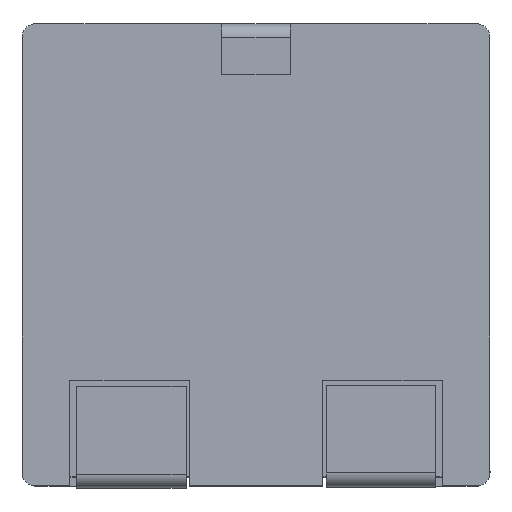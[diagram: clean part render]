
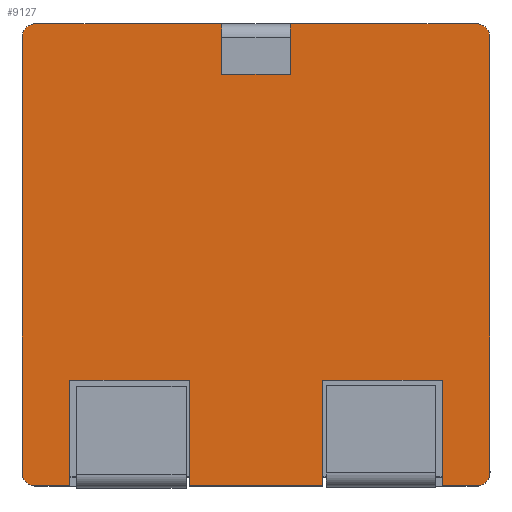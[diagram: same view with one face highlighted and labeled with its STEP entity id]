
A CAD part, top view. The second image highlights one B-rep face of the part: STEP entity #9127.
In plain terms, the highlighted planar face has unit normal (0, 0, 1).
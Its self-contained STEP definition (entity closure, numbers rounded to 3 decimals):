
#438=LINE('',#11778,#1132);
#457=LINE('',#11864,#1151);
#458=LINE('',#11869,#1152);
#459=LINE('',#11871,#1153);
#460=LINE('',#11873,#1154);
#461=LINE('',#11875,#1155);
#462=LINE('',#11877,#1156);
#463=LINE('',#11879,#1157);
#464=LINE('',#11881,#1158);
#465=LINE('',#11883,#1159);
#466=LINE('',#11886,#1160);
#467=LINE('',#11890,#1161);
#468=LINE('',#11892,#1162);
#469=LINE('',#11894,#1163);
#470=LINE('',#11896,#1164);
#471=LINE('',#11898,#1165);
#472=LINE('',#11900,#1166);
#473=LINE('',#11902,#1167);
#1132=VECTOR('',#9961,1000.);
#1151=VECTOR('',#9994,1000.);
#1152=VECTOR('',#9997,1000.);
#1153=VECTOR('',#9998,1000.);
#1154=VECTOR('',#9999,1000.);
#1155=VECTOR('',#10000,1000.);
#1156=VECTOR('',#10001,1000.);
#1157=VECTOR('',#10002,1000.);
#1158=VECTOR('',#10003,1000.);
#1159=VECTOR('',#10004,1000.);
#1160=VECTOR('',#10007,1000.);
#1161=VECTOR('',#10010,1000.);
#1162=VECTOR('',#10011,1000.);
#1163=VECTOR('',#10012,1000.);
#1164=VECTOR('',#10013,1000.);
#1165=VECTOR('',#10014,1000.);
#1166=VECTOR('',#10015,1000.);
#1167=VECTOR('',#10016,1000.);
#1898=ORIENTED_EDGE('',*,*,#3876,.F.);
#1899=ORIENTED_EDGE('',*,*,#3877,.T.);
#1900=ORIENTED_EDGE('',*,*,#3878,.F.);
#1901=ORIENTED_EDGE('',*,*,#3879,.T.);
#1902=ORIENTED_EDGE('',*,*,#3880,.F.);
#1903=ORIENTED_EDGE('',*,*,#3881,.T.);
#1904=ORIENTED_EDGE('',*,*,#3882,.F.);
#1905=ORIENTED_EDGE('',*,*,#3883,.T.);
#1906=ORIENTED_EDGE('',*,*,#3884,.F.);
#1907=ORIENTED_EDGE('',*,*,#3885,.T.);
#1908=ORIENTED_EDGE('',*,*,#3851,.F.);
#1909=ORIENTED_EDGE('',*,*,#3886,.T.);
#1910=ORIENTED_EDGE('',*,*,#3887,.F.);
#1911=ORIENTED_EDGE('',*,*,#3888,.T.);
#1912=ORIENTED_EDGE('',*,*,#3889,.F.);
#1913=ORIENTED_EDGE('',*,*,#3890,.T.);
#1914=ORIENTED_EDGE('',*,*,#3891,.T.);
#1915=ORIENTED_EDGE('',*,*,#3892,.T.);
#1916=ORIENTED_EDGE('',*,*,#3893,.T.);
#1917=ORIENTED_EDGE('',*,*,#3894,.F.);
#1918=ORIENTED_EDGE('',*,*,#3895,.F.);
#1919=ORIENTED_EDGE('',*,*,#3896,.T.);
#3851=EDGE_CURVE('',#4839,#4840,#438,.T.);
#3876=EDGE_CURVE('',#4856,#4857,#457,.T.);
#3877=EDGE_CURVE('',#4856,#4858,#5427,.F.);
#3878=EDGE_CURVE('',#4859,#4858,#458,.T.);
#3879=EDGE_CURVE('',#4859,#4860,#459,.F.);
#3880=EDGE_CURVE('',#4861,#4860,#460,.T.);
#3881=EDGE_CURVE('',#4861,#4862,#461,.T.);
#3882=EDGE_CURVE('',#4863,#4862,#462,.T.);
#3883=EDGE_CURVE('',#4863,#4864,#463,.F.);
#3884=EDGE_CURVE('',#4865,#4864,#464,.T.);
#3885=EDGE_CURVE('',#4865,#4840,#465,.F.);
#3886=EDGE_CURVE('',#4839,#4866,#5428,.F.);
#3887=EDGE_CURVE('',#4867,#4866,#466,.T.);
#3888=EDGE_CURVE('',#4867,#4868,#5429,.F.);
#3889=EDGE_CURVE('',#4869,#4868,#467,.T.);
#3890=EDGE_CURVE('',#4869,#4870,#468,.T.);
#3891=EDGE_CURVE('',#4870,#4871,#469,.T.);
#3892=EDGE_CURVE('',#4871,#4872,#470,.T.);
#3893=EDGE_CURVE('',#4872,#4873,#471,.T.);
#3894=EDGE_CURVE('',#4874,#4873,#472,.T.);
#3895=EDGE_CURVE('',#4875,#4874,#473,.T.);
#3896=EDGE_CURVE('',#4875,#4857,#5430,.F.);
#4839=VERTEX_POINT('',#11777);
#4840=VERTEX_POINT('',#11779);
#4856=VERTEX_POINT('',#11865);
#4857=VERTEX_POINT('',#11866);
#4858=VERTEX_POINT('',#11868);
#4859=VERTEX_POINT('',#11870);
#4860=VERTEX_POINT('',#11872);
#4861=VERTEX_POINT('',#11874);
#4862=VERTEX_POINT('',#11876);
#4863=VERTEX_POINT('',#11878);
#4864=VERTEX_POINT('',#11880);
#4865=VERTEX_POINT('',#11882);
#4866=VERTEX_POINT('',#11885);
#4867=VERTEX_POINT('',#11887);
#4868=VERTEX_POINT('',#11889);
#4869=VERTEX_POINT('',#11891);
#4870=VERTEX_POINT('',#11893);
#4871=VERTEX_POINT('',#11895);
#4872=VERTEX_POINT('',#11897);
#4873=VERTEX_POINT('',#11899);
#4874=VERTEX_POINT('',#11901);
#4875=VERTEX_POINT('',#11903);
#5427=CIRCLE('',#9505,0.3);
#5428=CIRCLE('',#9506,0.3);
#5429=CIRCLE('',#9507,0.3);
#5430=CIRCLE('',#9508,0.3);
#5466=EDGE_LOOP('',(#1898,#1899,#1900,#1901,#1902,#1903,#1904,#1905,#1906,
#1907,#1908,#1909,#1910,#1911,#1912,#1913,#1914,#1915,#1916,#1917,#1918,
#1919));
#5873=FACE_BOUND('',#5466,.T.);
#6274=PLANE('',#9504);
#9127=ADVANCED_FACE('',(#5873),#6274,.F.);
#9504=AXIS2_PLACEMENT_3D('',#11863,#9992,#9993);
#9505=AXIS2_PLACEMENT_3D('',#11867,#9995,#9996);
#9506=AXIS2_PLACEMENT_3D('',#11884,#10005,#10006);
#9507=AXIS2_PLACEMENT_3D('',#11888,#10008,#10009);
#9508=AXIS2_PLACEMENT_3D('',#11904,#10017,#10018);
#9961=DIRECTION('',(-1.,0.,0.));
#9992=DIRECTION('',(0.,0.,-1.));
#9993=DIRECTION('',(-1.,0.,0.));
#9994=DIRECTION('',(0.,1.,0.));
#9995=DIRECTION('',(0.,0.,-1.));
#9996=DIRECTION('',(0.,1.,0.));
#9997=DIRECTION('',(-1.,0.,0.));
#9998=DIRECTION('',(0.,-1.,0.));
#9999=DIRECTION('',(-1.,0.,0.));
#10000=DIRECTION('',(0.,-1.,0.));
#10001=DIRECTION('',(-1.,0.,0.));
#10002=DIRECTION('',(0.,-1.,0.));
#10003=DIRECTION('',(-1.,0.,0.));
#10004=DIRECTION('',(0.,1.,0.));
#10005=DIRECTION('',(0.,0.,-1.));
#10006=DIRECTION('',(0.,1.,0.));
#10007=DIRECTION('',(0.,-1.,0.));
#10008=DIRECTION('',(0.,0.,-1.));
#10009=DIRECTION('',(0.,1.,0.));
#10010=DIRECTION('',(1.,0.,0.));
#10011=DIRECTION('',(0.,-1.,0.));
#10012=DIRECTION('',(0.,-1.,0.));
#10013=DIRECTION('',(-1.,0.,0.));
#10014=DIRECTION('',(0.,1.,0.));
#10015=DIRECTION('',(0.,-1.,0.));
#10016=DIRECTION('',(1.,0.,0.));
#10017=DIRECTION('',(0.,0.,-1.));
#10018=DIRECTION('',(0.,1.,0.));
#11777=CARTESIAN_POINT('',(4.79,-4.68,4.9));
#11778=CARTESIAN_POINT('',(4.458,-4.68,4.9));
#11779=CARTESIAN_POINT('',(4.049,-4.68,4.9));
#11863=CARTESIAN_POINT('',(4.458,-4.98,4.9));
#11864=CARTESIAN_POINT('',(-5.09,-4.98,4.9));
#11865=CARTESIAN_POINT('',(-5.09,-4.38,4.9));
#11866=CARTESIAN_POINT('',(-5.09,5.075,4.9));
#11867=CARTESIAN_POINT('',(-4.79,-4.38,4.9));
#11868=CARTESIAN_POINT('',(-4.79,-4.68,4.9));
#11869=CARTESIAN_POINT('',(4.458,-4.68,4.9));
#11870=CARTESIAN_POINT('',(-4.05,-4.68,4.9));
#11871=CARTESIAN_POINT('',(-4.05,-4.98,4.9));
#11872=CARTESIAN_POINT('',(-4.05,-2.382,4.9));
#11873=CARTESIAN_POINT('',(-1.767,-2.382,4.9));
#11874=CARTESIAN_POINT('',(-1.447,-2.382,4.9));
#11875=CARTESIAN_POINT('',(-1.447,-4.98,4.9));
#11876=CARTESIAN_POINT('',(-1.447,-4.68,4.9));
#11877=CARTESIAN_POINT('',(4.458,-4.68,4.9));
#11878=CARTESIAN_POINT('',(1.451,-4.68,4.9));
#11879=CARTESIAN_POINT('',(1.451,-4.98,4.9));
#11880=CARTESIAN_POINT('',(1.451,-2.382,4.9));
#11881=CARTESIAN_POINT('',(3.714,-2.382,4.9));
#11882=CARTESIAN_POINT('',(4.049,-2.382,4.9));
#11883=CARTESIAN_POINT('',(4.049,-4.482,4.9));
#11884=CARTESIAN_POINT('',(4.79,-4.38,4.9));
#11885=CARTESIAN_POINT('',(5.09,-4.38,4.9));
#11886=CARTESIAN_POINT('',(5.09,5.395,4.9));
#11887=CARTESIAN_POINT('',(5.09,5.075,4.9));
#11888=CARTESIAN_POINT('',(4.79,5.075,4.9));
#11889=CARTESIAN_POINT('',(4.79,5.375,4.9));
#11890=CARTESIAN_POINT('',(-4.458,5.375,4.9));
#11891=CARTESIAN_POINT('',(0.749,5.375,4.9));
#11892=CARTESIAN_POINT('',(0.749,5.425,4.9));
#11893=CARTESIAN_POINT('',(0.749,5.238,4.9));
#11894=CARTESIAN_POINT('',(0.749,5.425,4.9));
#11895=CARTESIAN_POINT('',(0.749,4.272,4.9));
#11896=CARTESIAN_POINT('',(0.966,4.272,4.9));
#11897=CARTESIAN_POINT('',(-0.749,4.272,4.9));
#11898=CARTESIAN_POINT('',(-0.749,5.425,4.9));
#11899=CARTESIAN_POINT('',(-0.749,5.238,4.9));
#11900=CARTESIAN_POINT('',(-0.749,-4.95,4.9));
#11901=CARTESIAN_POINT('',(-0.749,5.375,4.9));
#11902=CARTESIAN_POINT('',(-4.458,5.375,4.9));
#11903=CARTESIAN_POINT('',(-4.79,5.375,4.9));
#11904=CARTESIAN_POINT('',(-4.79,5.075,4.9));
